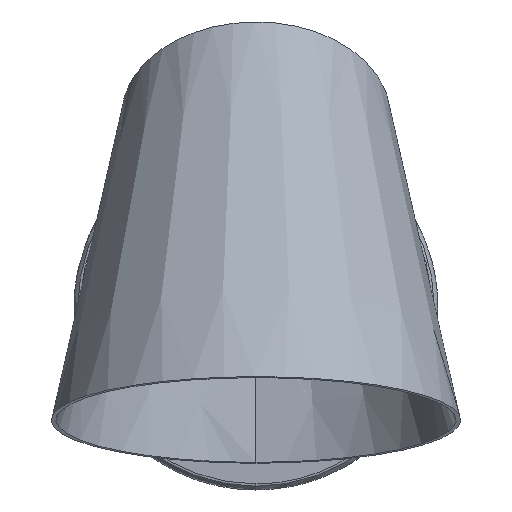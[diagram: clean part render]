
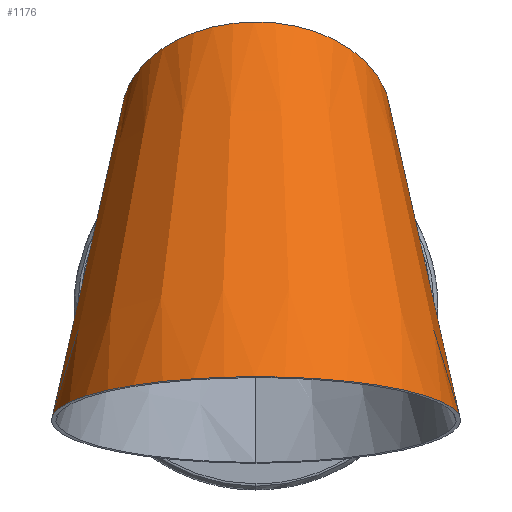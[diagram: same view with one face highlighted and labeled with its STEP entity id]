
A CAD part, top view. The second image highlights one B-rep face of the part: STEP entity #1176.
In plain terms, the highlighted conical face has half-angle 12 degrees and reference radius 43.087 mm.
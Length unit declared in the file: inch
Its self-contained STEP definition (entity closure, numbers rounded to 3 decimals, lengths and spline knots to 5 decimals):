
#80 = EDGE_CURVE ( 'NONE', #2066, #1341, #998, .T. ) ;
#130 = EDGE_LOOP ( 'NONE', ( #1376, #1681, #1866, #2086 ) ) ;
#283 = VERTEX_POINT ( 'NONE', #1014 ) ;
#309 = EDGE_CURVE ( 'NONE', #283, #1341, #1590, .T. ) ;
#350 = CARTESIAN_POINT ( 'NONE',  ( 1.84091, 0.26721, 3.39241 ) ) ;
#378 = VERTEX_POINT ( 'NONE', #350 ) ;
#385 = DIRECTION ( 'NONE',  ( -0.208, 0.919, -0.335 ) ) ;
#494 = CARTESIAN_POINT ( 'NONE',  ( 1.84091, 0.26721, 3.39241 ) ) ;
#546 = DIRECTION ( 'NONE',  ( 0., -0.342, -0.94 ) ) ;
#591 = FACE_OUTER_BOUND ( 'NONE', #130, .T. ) ;
#685 = CARTESIAN_POINT ( 'NONE',  ( 2.81202, -4.02597, 4.95499 ) ) ;
#699 = CONICAL_SURFACE ( 'NONE', #1784, 1.69635, 0.209 ) ;
#825 = CARTESIAN_POINT ( 'NONE',  ( -1.84091, 0.26721, 3.39241 ) ) ;
#879 = CARTESIAN_POINT ( 'NONE',  ( 1.68747, -3.41906, 7.81917 ) ) ;
#889 = CARTESIAN_POINT ( 'NONE',  ( 2.32646, -1.87938, 4.1737 ) ) ;
#998 = LINE ( 'NONE', #1768, #1892 ) ;
#1014 = CARTESIAN_POINT ( 'NONE',  ( 2.81202, -4.02597, 4.95499 ) ) ;
#1176 = ADVANCED_FACE ( 'NONE', ( #591 ), #699, .F. ) ;
#1280 = DIRECTION ( 'NONE',  ( -0.208, -0.919, 0.335 ) ) ;
#1297 =( BOUNDED_CURVE ( )  B_SPLINE_CURVE ( 3, ( #494, #1669, #1832, #825 ),
 .UNSPECIFIED., .F., .F. ) 
 B_SPLINE_CURVE_WITH_KNOTS ( ( 4, 4 ),
 ( 1.65153, 4.63165 ),
 .UNSPECIFIED. ) 
 CURVE ( )  GEOMETRIC_REPRESENTATION_ITEM ( )  RATIONAL_B_SPLINE_CURVE ( ( 1., 0.387, 0.387, 1. ) ) 
 REPRESENTATION_ITEM ( '' )  );
#1341 = VERTEX_POINT ( 'NONE', #1978 ) ;
#1376 = ORIENTED_EDGE ( 'NONE', *, *, #1771, .F. ) ;
#1396 = CARTESIAN_POINT ( 'NONE',  ( 2.86266, -3.6727, 6.62219 ) ) ;
#1585 = EDGE_CURVE ( 'NONE', #283, #378, #2135, .T. ) ;
#1590 =( BOUNDED_CURVE ( )  B_SPLINE_CURVE ( 3, ( #685, #1396, #879, #1696, #2047, #2055, #1880 ),
 .UNSPECIFIED., .F., .F. ) 
 B_SPLINE_CURVE_WITH_KNOTS ( ( 4, 3, 4 ),
 ( 4.68237, 6.28319, 7.884 ),
 .UNSPECIFIED. ) 
 CURVE ( )  GEOMETRIC_REPRESENTATION_ITEM ( )  RATIONAL_B_SPLINE_CURVE ( ( 1., 0.798, 0.798, 1., 0.798, 0.798, 1. ) ) 
 REPRESENTATION_ITEM ( '' )  );
#1643 = CARTESIAN_POINT ( 'NONE',  ( -1.84091, 0.26721, 3.39241 ) ) ;
#1669 = CARTESIAN_POINT ( 'NONE',  ( 1.58522, 2.48193, 5.96022 ) ) ;
#1681 = ORIENTED_EDGE ( 'NONE', *, *, #1585, .F. ) ;
#1696 = CARTESIAN_POINT ( 'NONE',  ( 0., -3.41906, 7.81917 ) ) ;
#1768 = CARTESIAN_POINT ( 'NONE',  ( -2.32646, -1.87938, 4.1737 ) ) ;
#1771 = EDGE_CURVE ( 'NONE', #378, #2066, #1297, .T. ) ;
#1784 = AXIS2_PLACEMENT_3D ( 'NONE', #2059, #1889, #546 ) ;
#1832 = CARTESIAN_POINT ( 'NONE',  ( -1.58522, 2.48193, 5.96022 ) ) ;
#1866 = ORIENTED_EDGE ( 'NONE', *, *, #309, .T. ) ;
#1880 = CARTESIAN_POINT ( 'NONE',  ( -2.81202, -4.02597, 4.95499 ) ) ;
#1889 = DIRECTION ( 'NONE',  ( 0., -0.94, 0.342 ) ) ;
#1892 = VECTOR ( 'NONE', #1280, 39.37008 ) ;
#1978 = CARTESIAN_POINT ( 'NONE',  ( -2.81202, -4.02597, 4.95499 ) ) ;
#2047 = CARTESIAN_POINT ( 'NONE',  ( -1.68747, -3.41906, 7.81917 ) ) ;
#2055 = CARTESIAN_POINT ( 'NONE',  ( -2.86266, -3.6727, 6.62219 ) ) ;
#2059 = CARTESIAN_POINT ( 'NONE',  ( 0., 0.90628, 3.1598 ) ) ;
#2066 = VERTEX_POINT ( 'NONE', #1643 ) ;
#2086 = ORIENTED_EDGE ( 'NONE', *, *, #80, .F. ) ;
#2107 = VECTOR ( 'NONE', #385, 39.37008 ) ;
#2135 = LINE ( 'NONE', #889, #2107 ) ;
